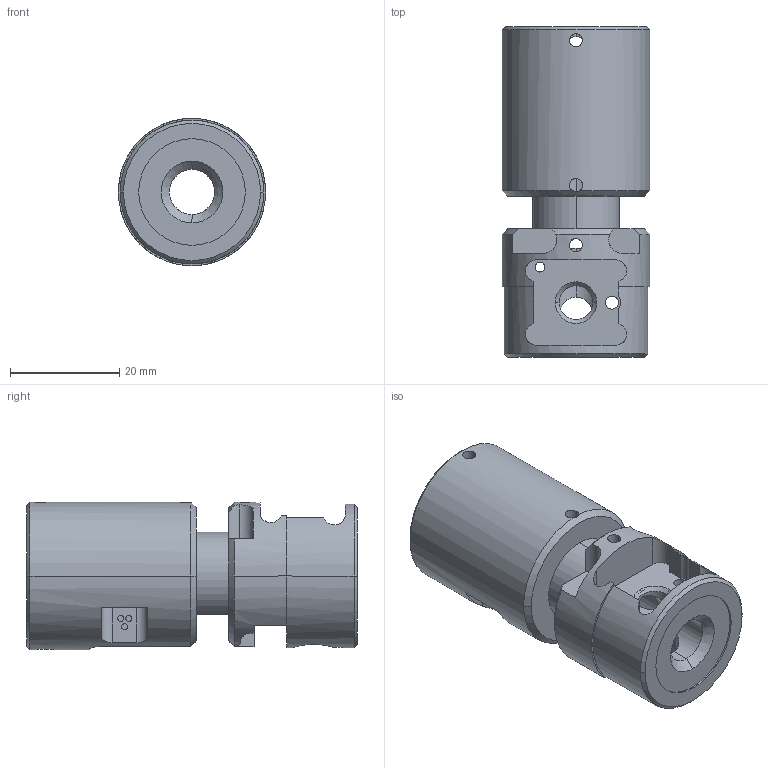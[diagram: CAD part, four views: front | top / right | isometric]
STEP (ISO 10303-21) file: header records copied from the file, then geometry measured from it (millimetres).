
FILE_DESCRIPTION(('CATIA V5 STEP Exchange'),'2;1');
FILE_NAME('bloc normal.stp','2020-07-12T08:03:10+00:00',('none'),('none'),'CATIA Version 5-6 Release 2017','CATIA V5 STEP AP203','none');
FILE_SCHEMA(('CONFIG_CONTROL_DESIGN'));
Length unit declared in the file: millimetre
Products named in the file (1): Part6
Bounding box: 26.95 x 60.5 x 26.95 mm (x, y, z)
Volume: 21961.2 mm3; surface area: 9807 mm2
Topology: 1 solids, 1 shells, 125 faces, 370 edges, 244 vertices
Faces by surface type: cylinder 71, plane 40, cone 14
Entity records: 4322 total; most frequent: CARTESIAN_POINT 1201, ORIENTED_EDGE 740, DIRECTION 462, EDGE_CURVE 370, VERTEX_POINT 244, AXIS2_PLACEMENT_3D 218, VECTOR 162, LINE 162
